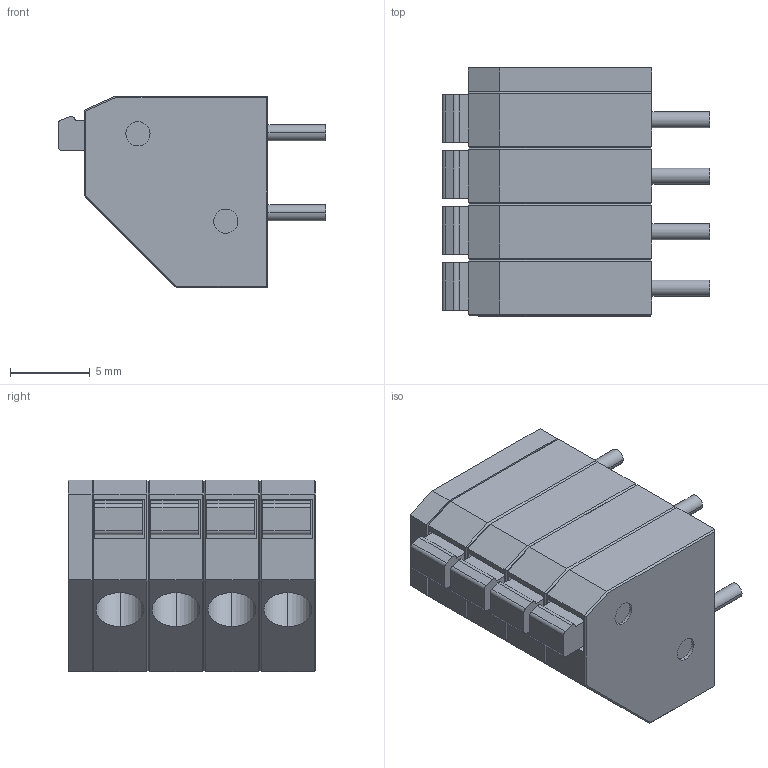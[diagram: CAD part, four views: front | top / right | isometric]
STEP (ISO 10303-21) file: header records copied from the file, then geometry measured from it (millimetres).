
FILE_DESCRIPTION (( 'STEP AP214' ), '1' );
FILE_NAME ('PTSA_1.5_4_3.5_Z.STEP', '2019-10-01T12:38:44', ( '' ), ( '' ), 'SwSTEP 2.0', 'SolidWorks 2019', '' );
FILE_SCHEMA (( 'AUTOMOTIVE_DESIGN' ));
Length unit declared in the file: millimetre
Products named in the file (1): PTSA_1.5_4_3.5_Z
Bounding box: 16.7 x 15.5 x 12 mm (x, y, z)
Volume: 1757.6 mm3; surface area: 2370 mm2
Topology: 13 solids, 13 shells, 186 faces, 402 edges, 252 vertices
Faces by surface type: plane 154, cylinder 32
Entity records: 6980 total; most frequent: CARTESIAN_POINT 841, DIRECTION 840, ORIENTED_EDGE 804, EDGE_CURVE 402, VECTOR 338, LINE 338, VERTEX_POINT 252, AXIS2_PLACEMENT_3D 251
